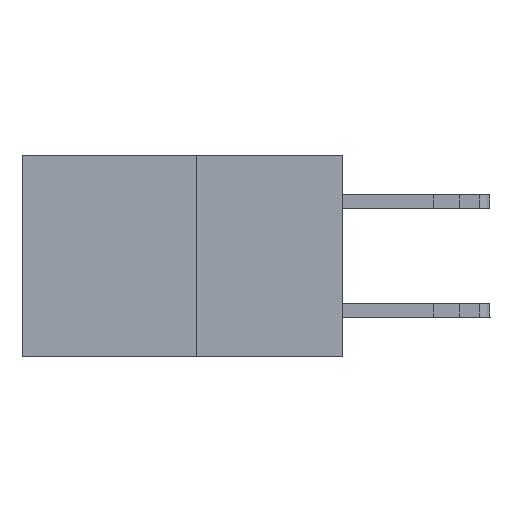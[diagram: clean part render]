
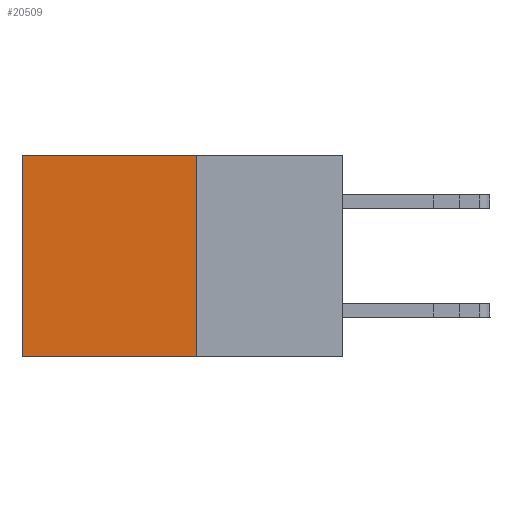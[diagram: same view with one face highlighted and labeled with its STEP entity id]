
A CAD part, left-side view. The second image highlights one B-rep face of the part: STEP entity #20509.
In plain terms, the highlighted planar face has unit normal (-1, 0, 0).
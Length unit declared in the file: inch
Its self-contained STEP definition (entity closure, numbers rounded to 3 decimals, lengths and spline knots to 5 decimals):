
#1378 = VERTEX_POINT ( 'NONE', #16392 ) ;
#2911 = DIRECTION ( 'NONE',  ( 1., 0., 0. ) ) ;
#3346 = VERTEX_POINT ( 'NONE', #31006 ) ;
#3646 = EDGE_CURVE ( 'NONE', #17829, #1378, #28003, .T. ) ;
#3759 = VECTOR ( 'NONE', #15694, 39.37008 ) ;
#4794 = LINE ( 'NONE', #24878, #24583 ) ;
#6597 = VECTOR ( 'NONE', #14834, 39.37008 ) ;
#7438 = DIRECTION ( 'NONE',  ( 0., 0., -1. ) ) ;
#8292 = AXIS2_PLACEMENT_3D ( 'NONE', #27604, #2911, #20347 ) ;
#8621 = EDGE_LOOP ( 'NONE', ( #22297, #28891, #30396, #16956 ) ) ;
#8753 = FACE_OUTER_BOUND ( 'NONE', #8621, .T. ) ;
#9011 = CARTESIAN_POINT ( 'NONE',  ( 0.277, 0.27, -0.37 ) ) ;
#9078 = EDGE_CURVE ( 'NONE', #1378, #3346, #20661, .T. ) ;
#9797 = DIRECTION ( 'NONE',  ( 0., 1., 0. ) ) ;
#13183 = CARTESIAN_POINT ( 'NONE',  ( 0.277, 0.27, -0.37 ) ) ;
#14834 = DIRECTION ( 'NONE',  ( 0., 0., -1. ) ) ;
#15694 = DIRECTION ( 'NONE',  ( 0., 1., 0. ) ) ;
#15989 = EDGE_CURVE ( 'NONE', #26610, #3346, #17041, .T. ) ;
#16392 = CARTESIAN_POINT ( 'NONE',  ( 0.277, 0.59, 0. ) ) ;
#16956 = ORIENTED_EDGE ( 'NONE', *, *, #3646, .T. ) ;
#17041 = LINE ( 'NONE', #13183, #3759 ) ;
#17348 = CARTESIAN_POINT ( 'NONE',  ( 0.277, 0.59, -0.37 ) ) ;
#17829 = VERTEX_POINT ( 'NONE', #19857 ) ;
#17836 = PLANE ( 'NONE',  #8292 ) ;
#19857 = CARTESIAN_POINT ( 'NONE',  ( 0.277, 0.27, 0. ) ) ;
#20347 = DIRECTION ( 'NONE',  ( 0., 0., -1. ) ) ;
#20509 = ADVANCED_FACE ( 'NONE', ( #8753 ), #17836, .F. ) ;
#20661 = LINE ( 'NONE', #17348, #6597 ) ;
#21062 = EDGE_CURVE ( 'NONE', #17829, #26610, #4794, .T. ) ;
#21818 = CARTESIAN_POINT ( 'NONE',  ( 0.277, 0.27, 0. ) ) ;
#22233 = VECTOR ( 'NONE', #9797, 39.37008 ) ;
#22297 = ORIENTED_EDGE ( 'NONE', *, *, #9078, .T. ) ;
#24583 = VECTOR ( 'NONE', #7438, 39.37008 ) ;
#24878 = CARTESIAN_POINT ( 'NONE',  ( 0.277, 0.27, -0.37 ) ) ;
#26610 = VERTEX_POINT ( 'NONE', #9011 ) ;
#27604 = CARTESIAN_POINT ( 'NONE',  ( 0.277, 0.27, -0.37 ) ) ;
#28003 = LINE ( 'NONE', #21818, #22233 ) ;
#28891 = ORIENTED_EDGE ( 'NONE', *, *, #15989, .F. ) ;
#30396 = ORIENTED_EDGE ( 'NONE', *, *, #21062, .F. ) ;
#31006 = CARTESIAN_POINT ( 'NONE',  ( 0.277, 0.59, -0.37 ) ) ;
